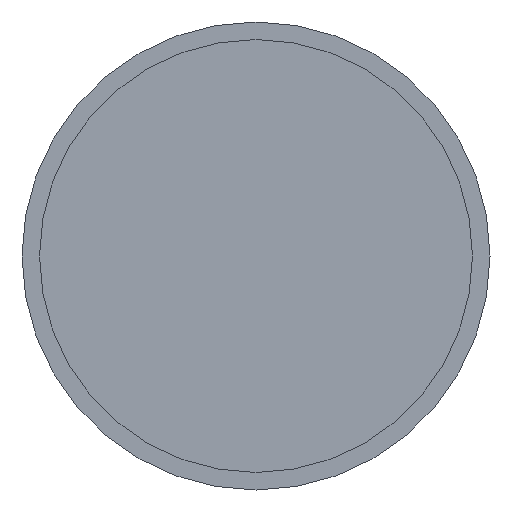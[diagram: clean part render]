
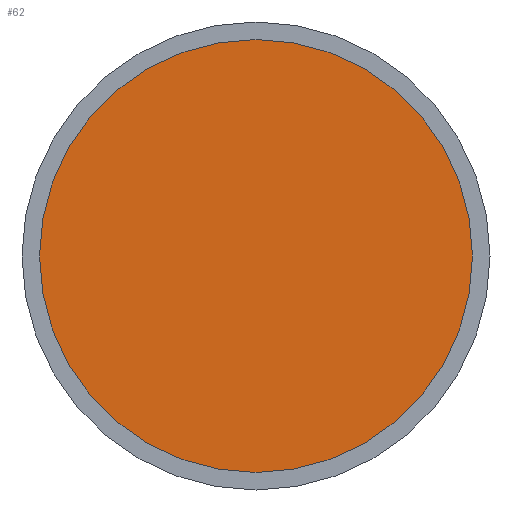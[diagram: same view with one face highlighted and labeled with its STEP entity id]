
A CAD part, front view. The second image highlights one B-rep face of the part: STEP entity #62.
In plain terms, the highlighted planar face has unit normal (0, -1, 0).
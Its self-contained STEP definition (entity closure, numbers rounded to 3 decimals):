
#62 = ADVANCED_FACE( '', ( #137 ), #138, .F. );
#137 = FACE_OUTER_BOUND( '', #224, .T. );
#138 = PLANE( '', #225 );
#224 = EDGE_LOOP( '', ( #366 ) );
#225 = AXIS2_PLACEMENT_3D( '', #367, #368, #369 );
#366 = ORIENTED_EDGE( '', *, *, #487, .T. );
#367 = CARTESIAN_POINT( '', ( 46.25, 3., 0. ) );
#368 = DIRECTION( '', ( 0., 1., 0. ) );
#369 = DIRECTION( '', ( 0., 0., 1. ) );
#487 = EDGE_CURVE( '', #560, #560, #561, .T. );
#560 = VERTEX_POINT( '', #652 );
#561 = CIRCLE( '', #653, 46.25 );
#652 = CARTESIAN_POINT( '', ( 0., 3., -46.25 ) );
#653 = AXIS2_PLACEMENT_3D( '', #728, #729, #730 );
#728 = CARTESIAN_POINT( '', ( 0., 3., 0. ) );
#729 = DIRECTION( '', ( 0., -1., 0. ) );
#730 = DIRECTION( '', ( 0., 0., -1. ) );
